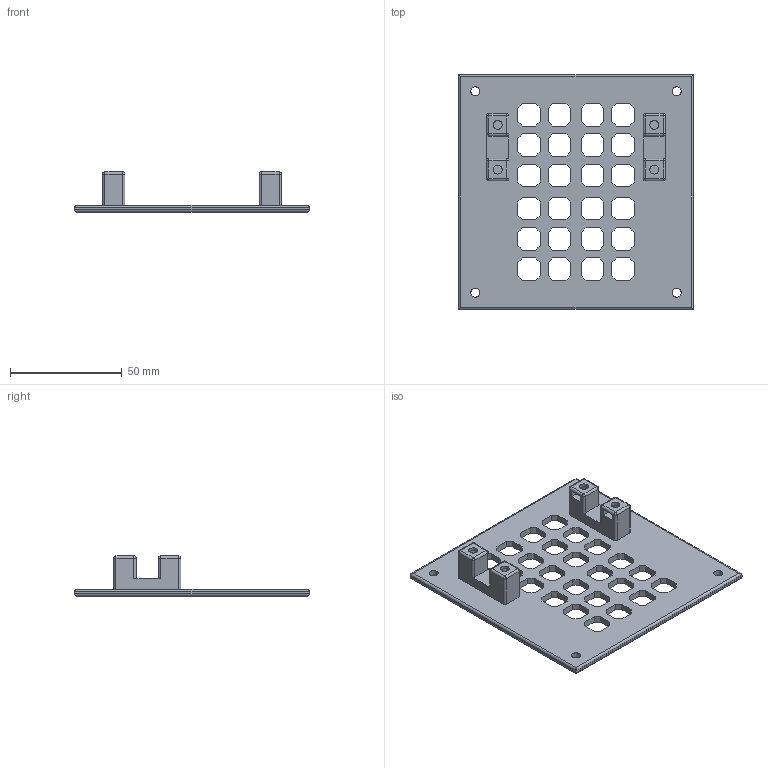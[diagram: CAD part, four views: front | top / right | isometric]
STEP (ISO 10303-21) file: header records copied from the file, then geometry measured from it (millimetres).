
FILE_DESCRIPTION(('STEP AP242'), '1');
FILE_NAME('itemPlankTriacPowerRegulator', '', ('UNSPECIFIED'), ('UNSPECIFIED'), 'C3D Converter', 'C3D Toolkit', '');
FILE_SCHEMA(('AP242_MANAGED_MODEL_BASED_3D_ENGINEERING_MIM_LF { 1 0 10303 442 1 1 4 }'));
Length unit declared in the file: millimetre
Bounding box: 105 x 105 x 18 mm (x, y, z)
Volume: 32171.5 mm3; surface area: 24142.7 mm2
Topology: 1 solids, 1 shells, 312 faces, 860 edges, 544 vertices
Faces by surface type: plane 244, cylinder 52, sphere 16
Full cylindrical faces by diameter (mm): 4 x12
Entity records: 9711 total; most frequent: CARTESIAN_POINT 1713, ORIENTED_EDGE 1664, DIRECTION 1538, EDGE_CURVE 832, LINE 736, VECTOR 736, VERTEX_POINT 544, AXIS2_PLACEMENT_3D 401
